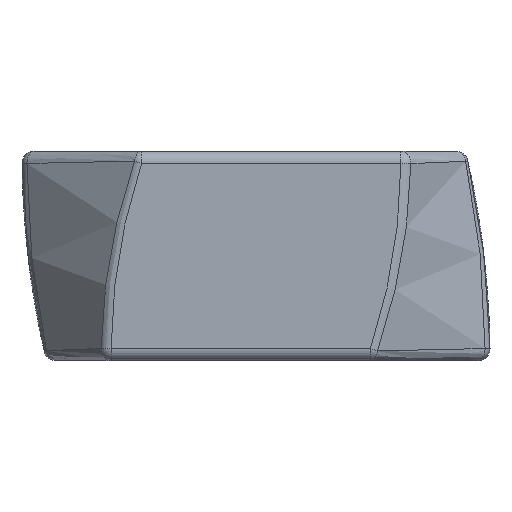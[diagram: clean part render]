
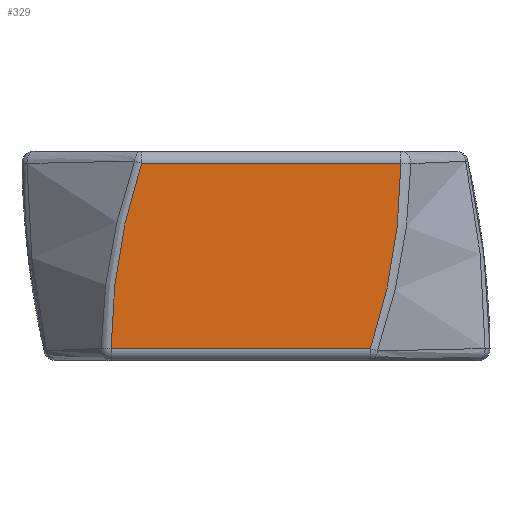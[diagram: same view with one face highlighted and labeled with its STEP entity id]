
A CAD part, front view. The second image highlights one B-rep face of the part: STEP entity #329.
In plain terms, the highlighted planar face has unit normal (0, -1, 0).
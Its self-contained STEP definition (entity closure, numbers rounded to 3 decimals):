
#30 = CARTESIAN_POINT ( 'NONE',  ( -5.912, 0., -3.775 ) ) ;
#57 = CARTESIAN_POINT ( 'NONE',  ( -5.475, 0., 1.341 ) ) ;
#142 = EDGE_CURVE ( 'NONE', #468, #1363, #597, .T. ) ;
#177 = CARTESIAN_POINT ( 'NONE',  ( 5.912, 0., 3.775 ) ) ;
#259 = CARTESIAN_POINT ( 'NONE',  ( -5.897, 0., -1.211 ) ) ;
#285 = FACE_OUTER_BOUND ( 'NONE', #962, .T. ) ;
#329 = ADVANCED_FACE ( 'NONE', ( #285 ), #2653, .F. ) ;
#468 = VERTEX_POINT ( 'NONE', #590 ) ;
#505 = CARTESIAN_POINT ( 'NONE',  ( 5.897, 0., 1.211 ) ) ;
#523 = VECTOR ( 'NONE', #705, 1000. ) ;
#590 = CARTESIAN_POINT ( 'NONE',  ( -5.912, 0., -3.775 ) ) ;
#597 = LINE ( 'NONE', #2096, #666 ) ;
#666 = VECTOR ( 'NONE', #779, 1000. ) ;
#667 = EDGE_CURVE ( 'NONE', #1544, #468, #2343, .T. ) ;
#682 = EDGE_CURVE ( 'NONE', #1276, #1544, #1188, .T. ) ;
#705 = DIRECTION ( 'NONE',  ( -1., 0., 0. ) ) ;
#779 = DIRECTION ( 'NONE',  ( 1., 0., 0. ) ) ;
#792 = B_SPLINE_CURVE_WITH_KNOTS ( 'NONE', 3,
 ( #2441, #943, #505, #1176 ),
 .UNSPECIFIED., .F., .F.,
 ( 4, 4 ),
 ( 0., 0.008 ),
 .UNSPECIFIED. ) ;
#943 = CARTESIAN_POINT ( 'NONE',  ( 5.475, 0., -1.341 ) ) ;
#962 = EDGE_LOOP ( 'NONE', ( #1664, #2790, #1008, #1155 ) ) ;
#1008 = ORIENTED_EDGE ( 'NONE', *, *, #2412, .T. ) ;
#1155 = ORIENTED_EDGE ( 'NONE', *, *, #682, .T. ) ;
#1176 = CARTESIAN_POINT ( 'NONE',  ( 5.912, 0., 3.775 ) ) ;
#1188 = LINE ( 'NONE', #2044, #523 ) ;
#1276 = VERTEX_POINT ( 'NONE', #177 ) ;
#1363 = VERTEX_POINT ( 'NONE', #2539 ) ;
#1544 = VERTEX_POINT ( 'NONE', #2440 ) ;
#1664 = ORIENTED_EDGE ( 'NONE', *, *, #667, .T. ) ;
#1790 = DIRECTION ( 'NONE',  ( 0., 0., 1. ) ) ;
#1974 = CARTESIAN_POINT ( 'NONE',  ( 18.943, 0., -4.275 ) ) ;
#2005 = DIRECTION ( 'NONE',  ( 0., 1., 0. ) ) ;
#2044 = CARTESIAN_POINT ( 'NONE',  ( -4.675, 0., 3.775 ) ) ;
#2096 = CARTESIAN_POINT ( 'NONE',  ( 4.675, 0., -3.775 ) ) ;
#2243 = CARTESIAN_POINT ( 'NONE',  ( -4.668, 0., 3.775 ) ) ;
#2343 = B_SPLINE_CURVE_WITH_KNOTS ( 'NONE', 3,
 ( #2243, #57, #259, #30 ),
 .UNSPECIFIED., .F., .F.,
 ( 4, 4 ),
 ( 0., 0.008 ),
 .UNSPECIFIED. ) ;
#2412 = EDGE_CURVE ( 'NONE', #1363, #1276, #792, .T. ) ;
#2440 = CARTESIAN_POINT ( 'NONE',  ( -4.668, 0., 3.775 ) ) ;
#2441 = CARTESIAN_POINT ( 'NONE',  ( 4.668, 0., -3.775 ) ) ;
#2539 = CARTESIAN_POINT ( 'NONE',  ( 4.668, 0., -3.775 ) ) ;
#2653 = PLANE ( 'NONE',  #2802 ) ;
#2790 = ORIENTED_EDGE ( 'NONE', *, *, #142, .T. ) ;
#2802 = AXIS2_PLACEMENT_3D ( 'NONE', #1974, #2005, #1790 ) ;
